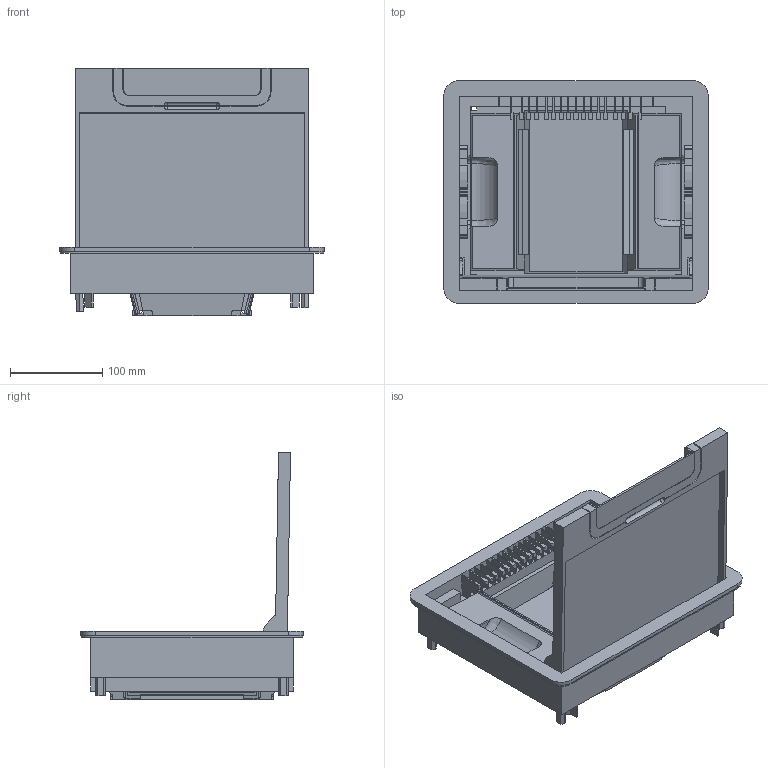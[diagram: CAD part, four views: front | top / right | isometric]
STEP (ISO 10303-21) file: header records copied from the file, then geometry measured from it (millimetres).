
FILE_DESCRIPTION(('CATIA V5 STEP Exchange','CAx-IF Rec.Pracs.--- Composite Materials ---3.4---2017-06-13'),'2;1');
FILE_NAME('LG-080713-S-ouvert.stp','2025-04-30T15:10:15+00:00',('none'),('none'),'CATIA Version 5-6 Release 2020','CATIA V5 STEP AP203 v1','none');
FILE_SCHEMA(('CONFIG_CONTROL_DESIGN'));
Length unit declared in the file: millimetre
Products named in the file (4): A029367AA; A004290_A-AS1; A027504_A; SuppVert-T2
Assembly tree (7 placements, depth 3):
  A029367AA
    A004290_A-AS1
      #65
      #15227
    A027504_A
      #18090
    SuppVert-T2
      #24199
Bounding box: 285.97 x 240.97 x 268.1 mm (x, y, z)
Volume: 1035796 mm3; surface area: 627148.7 mm2
Topology: 4 solids, 4 shells, 935 faces, 2807 edges, 1852 vertices
Faces by surface type: plane 752, cylinder 137, extrusion 30, revolution 12, bspline 4
Entity records: 31330 total; most frequent: CARTESIAN_POINT 7610, ORIENTED_EDGE 5614, DIRECTION 3733, EDGE_CURVE 2807, VECTOR 2421, LINE 2391, VERTEX_POINT 1852, EDGE_LOOP 1017
